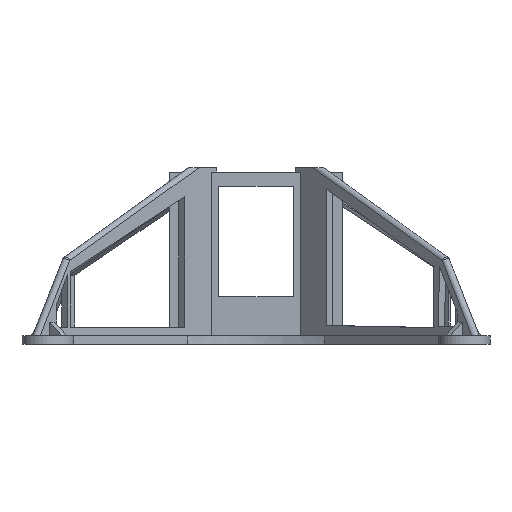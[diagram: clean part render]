
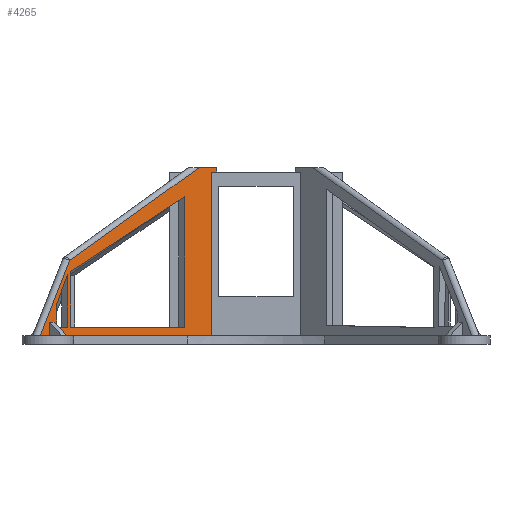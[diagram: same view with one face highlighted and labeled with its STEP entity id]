
A CAD part, front view. The second image highlights one B-rep face of the part: STEP entity #4265.
In plain terms, the highlighted planar face has unit normal (0.707, -0.707, 0).
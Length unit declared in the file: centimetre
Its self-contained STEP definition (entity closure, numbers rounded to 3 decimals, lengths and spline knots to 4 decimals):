
#118=FACE_BOUND('',#647,.T.);
#119=FACE_BOUND('',#648,.T.);
#393=FACE_OUTER_BOUND('',#646,.T.);
#646=EDGE_LOOP('',(#3484,#3485,#3486,#3487,#3488,#3489,#3490,#3491,#3492,
#3493,#3494));
#647=EDGE_LOOP('',(#3495,#3496,#3497,#3498));
#648=EDGE_LOOP('',(#3499,#3500,#3501,#3502));
#905=LINE('',#6087,#1403);
#909=LINE('',#6095,#1407);
#912=LINE('',#6101,#1410);
#915=LINE('',#6106,#1413);
#917=LINE('',#6111,#1415);
#921=LINE('',#6119,#1419);
#924=LINE('',#6125,#1422);
#927=LINE('',#6130,#1425);
#1080=LINE('',#6739,#1578);
#1084=LINE('',#6747,#1582);
#1109=LINE('',#6832,#1607);
#1110=LINE('',#6834,#1608);
#1114=LINE('',#6846,#1612);
#1140=LINE('',#6921,#1638);
#1143=LINE('',#6928,#1641);
#1144=LINE('',#6931,#1642);
#1145=LINE('',#6933,#1643);
#1146=LINE('',#6935,#1644);
#1147=LINE('',#6936,#1645);
#1403=VECTOR('',#4915,1.);
#1407=VECTOR('',#4921,1.);
#1410=VECTOR('',#4926,1.);
#1413=VECTOR('',#4931,1.);
#1415=VECTOR('',#4935,1.);
#1419=VECTOR('',#4941,1.);
#1422=VECTOR('',#4946,1.);
#1425=VECTOR('',#4951,1.);
#1578=VECTOR('',#5270,1.);
#1582=VECTOR('',#5274,1.);
#1607=VECTOR('',#5351,1.);
#1608=VECTOR('',#5354,1.);
#1612=VECTOR('',#5370,1.);
#1638=VECTOR('',#5464,1.);
#1641=VECTOR('',#5471,1.);
#1642=VECTOR('',#5474,1.);
#1643=VECTOR('',#5475,1.);
#1644=VECTOR('',#5476,1.);
#1645=VECTOR('',#5477,1.);
#1853=VERTEX_POINT('',#6085);
#1854=VERTEX_POINT('',#6086);
#1857=VERTEX_POINT('',#6094);
#1859=VERTEX_POINT('',#6100);
#1861=VERTEX_POINT('',#6109);
#1862=VERTEX_POINT('',#6110);
#1865=VERTEX_POINT('',#6118);
#1867=VERTEX_POINT('',#6124);
#2043=VERTEX_POINT('',#6736);
#2044=VERTEX_POINT('',#6738);
#2047=VERTEX_POINT('',#6744);
#2048=VERTEX_POINT('',#6746);
#2081=VERTEX_POINT('',#6828);
#2082=VERTEX_POINT('',#6830);
#2098=VERTEX_POINT('',#6913);
#2101=VERTEX_POINT('',#6925);
#2102=VERTEX_POINT('',#6930);
#2103=VERTEX_POINT('',#6932);
#2104=VERTEX_POINT('',#6934);
#2305=EDGE_CURVE('',#1853,#1854,#905,.T.);
#2309=EDGE_CURVE('',#1854,#1857,#909,.T.);
#2312=EDGE_CURVE('',#1857,#1859,#912,.T.);
#2315=EDGE_CURVE('',#1859,#1853,#915,.T.);
#2317=EDGE_CURVE('',#1861,#1862,#917,.T.);
#2321=EDGE_CURVE('',#1862,#1865,#921,.T.);
#2324=EDGE_CURVE('',#1865,#1867,#924,.T.);
#2327=EDGE_CURVE('',#1867,#1861,#927,.T.);
#2536=EDGE_CURVE('',#2043,#2044,#1080,.T.);
#2540=EDGE_CURVE('',#2047,#2048,#1084,.T.);
#2583=EDGE_CURVE('',#2081,#2082,#1109,.T.);
#2584=EDGE_CURVE('',#2082,#2044,#1110,.T.);
#2590=EDGE_CURVE('',#2047,#2081,#1114,.T.);
#2627=EDGE_CURVE('',#2098,#2048,#1140,.T.);
#2631=EDGE_CURVE('',#2101,#2098,#1143,.T.);
#2632=EDGE_CURVE('',#2102,#2043,#1144,.T.);
#2633=EDGE_CURVE('',#2103,#2102,#1145,.T.);
#2634=EDGE_CURVE('',#2103,#2104,#1146,.T.);
#2635=EDGE_CURVE('',#2101,#2104,#1147,.T.);
#3484=ORIENTED_EDGE('',*,*,#2584,.T.);
#3485=ORIENTED_EDGE('',*,*,#2536,.F.);
#3486=ORIENTED_EDGE('',*,*,#2632,.F.);
#3487=ORIENTED_EDGE('',*,*,#2633,.F.);
#3488=ORIENTED_EDGE('',*,*,#2634,.T.);
#3489=ORIENTED_EDGE('',*,*,#2635,.F.);
#3490=ORIENTED_EDGE('',*,*,#2631,.T.);
#3491=ORIENTED_EDGE('',*,*,#2627,.T.);
#3492=ORIENTED_EDGE('',*,*,#2540,.F.);
#3493=ORIENTED_EDGE('',*,*,#2590,.T.);
#3494=ORIENTED_EDGE('',*,*,#2583,.T.);
#3495=ORIENTED_EDGE('',*,*,#2312,.T.);
#3496=ORIENTED_EDGE('',*,*,#2315,.T.);
#3497=ORIENTED_EDGE('',*,*,#2305,.T.);
#3498=ORIENTED_EDGE('',*,*,#2309,.T.);
#3499=ORIENTED_EDGE('',*,*,#2324,.T.);
#3500=ORIENTED_EDGE('',*,*,#2327,.T.);
#3501=ORIENTED_EDGE('',*,*,#2317,.T.);
#3502=ORIENTED_EDGE('',*,*,#2321,.T.);
#4093=PLANE('',#4567);
#4265=ADVANCED_FACE('',(#393,#118,#119),#4093,.F.);
#4567=AXIS2_PLACEMENT_3D('',#6929,#5472,#5473);
#4915=DIRECTION('',(0.,0.,1.));
#4921=DIRECTION('',(0.331,0.331,0.884));
#4926=DIRECTION('',(0.,0.,-1.));
#4931=DIRECTION('',(-0.707,-0.707,0.));
#4935=DIRECTION('',(0.,0.,1.));
#4941=DIRECTION('',(0.642,0.642,0.42));
#4946=DIRECTION('',(0.,0.,-1.));
#4951=DIRECTION('',(-0.707,-0.707,0.));
#5270=DIRECTION('',(-0.707,-0.707,0.));
#5274=DIRECTION('',(-0.707,-0.707,0.));
#5351=DIRECTION('',(0.707,0.707,0.));
#5354=DIRECTION('',(0.,0.,-1.));
#5370=DIRECTION('',(0.,0.,1.));
#5464=DIRECTION('',(-0.342,-0.342,-0.875));
#5471=DIRECTION('',(-0.63,-0.63,-0.453));
#5472=DIRECTION('center_axis',(-0.707,0.707,0.));
#5473=DIRECTION('ref_axis',(0.,0.,1.));
#5474=DIRECTION('',(0.,0.,-1.));
#5475=DIRECTION('',(-0.707,-0.707,0.));
#5476=DIRECTION('',(0.,0.,1.));
#5477=DIRECTION('',(0.707,0.707,0.));
#6085=CARTESIAN_POINT('',(-6.5689,-8.9745,0.9955));
#6086=CARTESIAN_POINT('',(-6.5689,-8.9745,2.3275));
#6087=CARTESIAN_POINT('',(-6.5689,-8.9745,3.854));
#6094=CARTESIAN_POINT('',(-5.9226,-8.3281,4.056));
#6095=CARTESIAN_POINT('',(-5.4317,-7.8372,5.3687));
#6100=CARTESIAN_POINT('',(-5.9226,-8.3281,0.9955));
#6101=CARTESIAN_POINT('',(-5.9226,-8.3281,3.188));
#6106=CARTESIAN_POINT('',(-4.8851,-7.2907,0.9955));
#6109=CARTESIAN_POINT('',(-5.7525,-8.1581,0.9955));
#6110=CARTESIAN_POINT('',(-5.7525,-8.1581,4.2275));
#6111=CARTESIAN_POINT('',(-5.7525,-8.1581,4.804));
#6118=CARTESIAN_POINT('',(0.8799,-1.5256,8.567));
#6119=CARTESIAN_POINT('',(-1.2303,-3.6358,7.1864));
#6124=CARTESIAN_POINT('',(0.8799,-1.5256,0.9955));
#6125=CARTESIAN_POINT('',(0.8799,-1.5256,3.188));
#6130=CARTESIAN_POINT('',(-4.4769,-6.8825,0.9955));
#6736=CARTESIAN_POINT('',(2.4055,0.,0.5));
#6738=CARTESIAN_POINT('',(-6.7139,-9.1195,0.5));
#6739=CARTESIAN_POINT('',(1.0007,-1.4048,0.5));
#6744=CARTESIAN_POINT('',(-6.9968,-9.4023,0.5));
#6746=CARTESIAN_POINT('',(-7.5099,-9.9155,0.5));
#6747=CARTESIAN_POINT('',(1.0007,-1.4048,0.5));
#6828=CARTESIAN_POINT('',(-6.9968,-9.4023,1.3));
#6830=CARTESIAN_POINT('',(-6.7139,-9.1195,1.3));
#6832=CARTESIAN_POINT('',(-5.0284,-7.4339,1.3));
#6834=CARTESIAN_POINT('',(-6.7139,-9.1195,2.9402));
#6846=CARTESIAN_POINT('',(-6.9968,-9.4023,2.9402));
#6913=CARTESIAN_POINT('',(-5.8067,-8.2122,4.8604));
#6921=CARTESIAN_POINT('',(-6.2995,-8.7051,3.5987));
#6925=CARTESIAN_POINT('',(1.699,-0.7065,10.261));
#6928=CARTESIAN_POINT('',(-4.7218,-7.1273,5.641));
#6929=CARTESIAN_POINT('Origin',(-3.2013,-5.6069,5.3805));
#6930=CARTESIAN_POINT('',(2.4055,0.,10.));
#6931=CARTESIAN_POINT('',(2.4055,0.,7.6902));
#6932=CARTESIAN_POINT('',(2.7234,0.3179,10.));
#6933=CARTESIAN_POINT('',(1.0007,-1.4048,10.));
#6934=CARTESIAN_POINT('',(2.7234,0.3179,10.261));
#6935=CARTESIAN_POINT('',(2.7234,0.3179,0.5));
#6936=CARTESIAN_POINT('',(1.3092,-1.0964,10.261));
